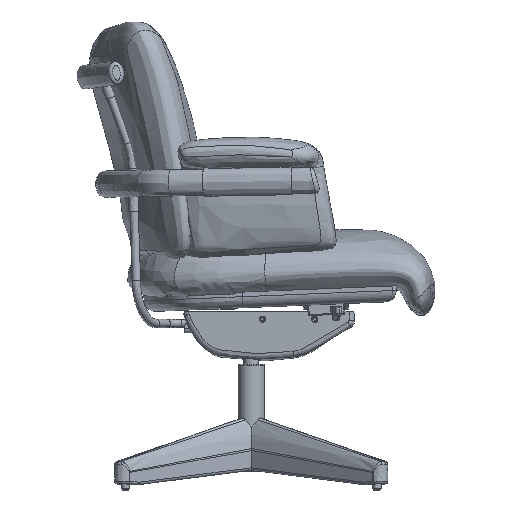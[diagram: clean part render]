
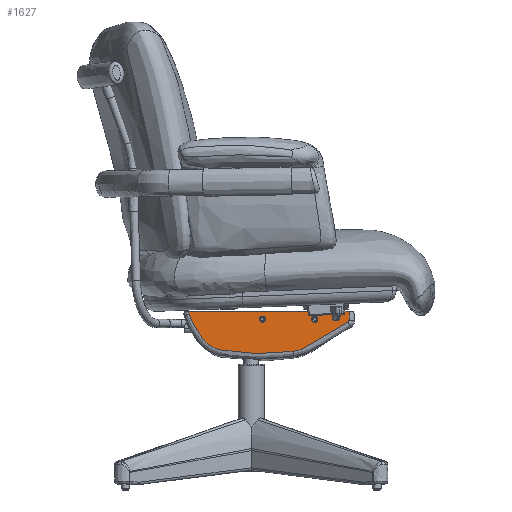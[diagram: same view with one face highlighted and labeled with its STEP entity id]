
A CAD part, left-side view. The second image highlights one B-rep face of the part: STEP entity #1627.
In plain terms, the highlighted planar face has unit normal (-1, 0, 0).
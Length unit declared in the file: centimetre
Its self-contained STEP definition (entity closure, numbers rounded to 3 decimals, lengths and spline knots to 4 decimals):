
#31=FACE_BOUND('',#2724,.T.);
#32=FACE_BOUND('',#2725,.T.);
#651=B_SPLINE_CURVE_WITH_KNOTS('',1,(#41948,#41949),.UNSPECIFIED.,.F.,.F.,
(2,2),(0.,17.1708),.UNSPECIFIED.);
#1627=ADVANCED_FACE('',(#2167,#31,#32),#8118,.T.);
#2167=FACE_OUTER_BOUND('',#2723,.T.);
#2723=EDGE_LOOP('',(#4903,#4904,#4905,#4906,#4907,#4908));
#2724=EDGE_LOOP('',(#4909));
#2725=EDGE_LOOP('',(#4910));
#4903=ORIENTED_EDGE('',*,*,#6349,.F.);
#4904=ORIENTED_EDGE('',*,*,#6346,.F.);
#4905=ORIENTED_EDGE('',*,*,#6343,.F.);
#4906=ORIENTED_EDGE('',*,*,#6336,.F.);
#4907=ORIENTED_EDGE('',*,*,#6328,.F.);
#4908=ORIENTED_EDGE('',*,*,#6352,.F.);
#4909=ORIENTED_EDGE('',*,*,#6356,.F.);
#4910=ORIENTED_EDGE('',*,*,#6359,.F.);
#6328=EDGE_CURVE('',#7878,#7877,#7108,.T.);
#6336=EDGE_CURVE('',#7877,#7891,#651,.T.);
#6343=EDGE_CURVE('',#7891,#7892,#7120,.T.);
#6346=EDGE_CURVE('',#7892,#7890,#7123,.T.);
#6349=EDGE_CURVE('',#7890,#7889,#7125,.T.);
#6352=EDGE_CURVE('',#7889,#7878,#7127,.T.);
#6356=EDGE_CURVE('',#7894,#7894,#7131,.T.);
#6359=EDGE_CURVE('',#7896,#7896,#7134,.T.);
#7108=(
BOUNDED_CURVE()
B_SPLINE_CURVE(2,(#41919,#41920,#41921),.UNSPECIFIED.,.F.,.F.)
B_SPLINE_CURVE_WITH_KNOTS((3,3),(-1165.9912,-859.3797),
 .UNSPECIFIED.)
CURVE()
GEOMETRIC_REPRESENTATION_ITEM()
RATIONAL_B_SPLINE_CURVE((1.,1.,1.))
REPRESENTATION_ITEM('')
);
#7120=(
BOUNDED_CURVE()
B_SPLINE_CURVE(2,(#41988,#41989,#41990),.UNSPECIFIED.,.F.,.F.)
B_SPLINE_CURVE_WITH_KNOTS((3,3),(0.,4.3355),.UNSPECIFIED.)
CURVE()
GEOMETRIC_REPRESENTATION_ITEM()
RATIONAL_B_SPLINE_CURVE((1.,0.881,1.))
REPRESENTATION_ITEM('')
);
#7123=(
BOUNDED_CURVE()
B_SPLINE_CURVE(3,(#42002,#42003,#42004,#42005,#42006,#42007,#42008,#42009),
 .UNSPECIFIED.,.F.,.F.)
B_SPLINE_CURVE_WITH_KNOTS((4,1,3,4),(0.,0.9063,
85.22,119.3585),.UNSPECIFIED.)
CURVE()
GEOMETRIC_REPRESENTATION_ITEM()
RATIONAL_B_SPLINE_CURVE((1.,1.,1.,1.,1.,1.,
1.,1.))
REPRESENTATION_ITEM('')
);
#7125=(
BOUNDED_CURVE()
B_SPLINE_CURVE(3,(#42048,#42049,#42050,#42051,#42052,#42053,#42054,#42055,
#42056,#42057,#42058,#42059,#42060,#42061,#42062,#42063,#42064,#42065,#42066,
#42067),.UNSPECIFIED.,.F.,.F.)
B_SPLINE_CURVE_WITH_KNOTS((4,1,1,1,3,3,1,1,3,1,1,4),(0.1097,
25.4208,50.8416,54.1592,57.4769,135.2446,
156.34,166.8021,177.2641,199.4692,221.6742,
234.2208),.UNSPECIFIED.)
CURVE()
GEOMETRIC_REPRESENTATION_ITEM()
RATIONAL_B_SPLINE_CURVE((1.,1.,1.,1.,1.,1.,1.,1.,1.,1.,1.,1.,
1.,1.,1.,1.,1.,1.,1.,1.))
REPRESENTATION_ITEM('')
);
#7127=(
BOUNDED_CURVE()
B_SPLINE_CURVE(1,(#42096,#42097),.UNSPECIFIED.,.F.,.F.)
B_SPLINE_CURVE_WITH_KNOTS((2,2),(0.,5.0447),
 .UNSPECIFIED.)
CURVE()
GEOMETRIC_REPRESENTATION_ITEM()
RATIONAL_B_SPLINE_CURVE((1.,1.))
REPRESENTATION_ITEM('')
);
#7131=(
BOUNDED_CURVE()
B_SPLINE_CURVE(2,(#42112,#42113,#42114,#42115,#42116,#42117,#42118,#42119,
#42120),.UNSPECIFIED.,.T.,.F.)
B_SPLINE_CURVE_WITH_KNOTS((3,2,2,2,3),(0.,9.4248,18.8496,
28.2743,37.6991),.UNSPECIFIED.)
CURVE()
GEOMETRIC_REPRESENTATION_ITEM()
RATIONAL_B_SPLINE_CURVE((1.,0.707,1.,0.707,1.,0.707,
1.,0.707,1.))
REPRESENTATION_ITEM('')
);
#7134=(
BOUNDED_CURVE()
B_SPLINE_CURVE(2,(#42132,#42133,#42134,#42135,#42136,#42137,#42138,#42139,
#42140),.UNSPECIFIED.,.T.,.F.)
B_SPLINE_CURVE_WITH_KNOTS((3,2,2,2,3),(0.,9.4248,18.8496,
28.2743,37.6991),.UNSPECIFIED.)
CURVE()
GEOMETRIC_REPRESENTATION_ITEM()
RATIONAL_B_SPLINE_CURVE((1.,0.707,1.,0.707,1.,0.707,
1.,0.707,1.))
REPRESENTATION_ITEM('')
);
#7877=VERTEX_POINT('',#41865);
#7878=VERTEX_POINT('',#41866);
#7889=VERTEX_POINT('',#41877);
#7890=VERTEX_POINT('',#41878);
#7891=VERTEX_POINT('',#41879);
#7892=VERTEX_POINT('',#41880);
#7894=VERTEX_POINT('',#41882);
#7896=VERTEX_POINT('',#41884);
#8118=PLANE('',#8584);
#8584=AXIS2_PLACEMENT_3D('',#41695,#8901,$);
#8901=DIRECTION('',(-1.,0.,0.));
#41695=CARTESIAN_POINT('',(-8.9,3.7935,-15.1589));
#41865=CARTESIAN_POINT('',(-8.9,8.9589,-4.907));
#41866=CARTESIAN_POINT('',(-8.9,39.62,-4.907));
#41877=CARTESIAN_POINT('',(-8.9,39.4629,-5.3863));
#41878=CARTESIAN_POINT('',(-8.9,19.6477,-12.5272));
#41879=CARTESIAN_POINT('',(-8.9,8.9589,-6.624));
#41880=CARTESIAN_POINT('',(-8.9,9.156,-6.9906));
#41882=CARTESIAN_POINT('',(-8.9,16.0978,-6.3913));
#41884=CARTESIAN_POINT('',(-8.9,26.0978,-6.3913));
#41919=CARTESIAN_POINT('',(-8.9,39.62,-4.907));
#41920=CARTESIAN_POINT('',(-8.9,24.2895,-4.907));
#41921=CARTESIAN_POINT('',(-8.9,8.9589,-4.907));
#41948=CARTESIAN_POINT('',(-8.9,8.9589,-4.907));
#41949=CARTESIAN_POINT('',(-8.9,8.9589,-6.624));
#41988=CARTESIAN_POINT('',(-8.9,8.9589,-6.624));
#41989=CARTESIAN_POINT('',(-8.9,8.9589,-6.8603));
#41990=CARTESIAN_POINT('',(-8.9,9.156,-6.9906));
#42002=CARTESIAN_POINT('',(-8.9,9.156,-6.9906));
#42003=CARTESIAN_POINT('',(-8.9,9.1812,-7.0072));
#42004=CARTESIAN_POINT('',(-8.9,11.5518,-8.5724));
#42005=CARTESIAN_POINT('',(-8.9,13.9825,-10.0463));
#42006=CARTESIAN_POINT('',(-8.9,16.439,-11.4117));
#42007=CARTESIAN_POINT('',(-8.9,17.4337,-11.9649));
#42008=CARTESIAN_POINT('',(-8.9,18.525,-12.3422));
#42009=CARTESIAN_POINT('',(-8.9,19.6477,-12.5272));
#42048=CARTESIAN_POINT('',(-8.9,19.6477,-12.5272));
#42049=CARTESIAN_POINT('',(-8.9,20.483,-12.6464));
#42050=CARTESIAN_POINT('',(-8.9,22.1641,-12.836));
#42051=CARTESIAN_POINT('',(-8.9,23.964,-12.9325));
#42052=CARTESIAN_POINT('',(-8.9,25.0323,-12.9541));
#42053=CARTESIAN_POINT('',(-8.9,25.2535,-12.9568));
#42054=CARTESIAN_POINT('',(-8.9,25.364,-12.9577));
#42055=CARTESIAN_POINT('',(-8.9,27.9562,-12.979));
#42056=CARTESIAN_POINT('',(-8.9,30.5502,-12.7726));
#42057=CARTESIAN_POINT('',(-8.9,33.1064,-12.3417));
#42058=CARTESIAN_POINT('',(-8.9,33.7998,-12.2252));
#42059=CARTESIAN_POINT('',(-8.9,34.8075,-11.8723));
#42060=CARTESIAN_POINT('',(-8.9,35.9693,-11.0801));
#42061=CARTESIAN_POINT('',(-8.9,36.469,-10.5895));
#42062=CARTESIAN_POINT('',(-8.9,36.6944,-10.3234));
#42063=CARTESIAN_POINT('',(-8.9,37.1728,-9.7587));
#42064=CARTESIAN_POINT('',(-8.9,38.0465,-8.5585));
#42065=CARTESIAN_POINT('',(-8.9,38.9243,-6.869));
#42066=CARTESIAN_POINT('',(-8.9,39.3326,-5.7837));
#42067=CARTESIAN_POINT('',(-8.9,39.4629,-5.3863));
#42096=CARTESIAN_POINT('',(-8.9,39.4629,-5.3863));
#42097=CARTESIAN_POINT('',(-8.9,39.62,-4.907));
#42112=CARTESIAN_POINT('',(-8.9,16.0978,-6.3913));
#42113=CARTESIAN_POINT('',(-8.9,16.0978,-6.9913));
#42114=CARTESIAN_POINT('',(-8.9,15.4978,-6.9913));
#42115=CARTESIAN_POINT('',(-8.9,14.8978,-6.9913));
#42116=CARTESIAN_POINT('',(-8.9,14.8978,-6.3913));
#42117=CARTESIAN_POINT('',(-8.9,14.8978,-5.7913));
#42118=CARTESIAN_POINT('',(-8.9,15.4978,-5.7913));
#42119=CARTESIAN_POINT('',(-8.9,16.0978,-5.7913));
#42120=CARTESIAN_POINT('',(-8.9,16.0978,-6.3913));
#42132=CARTESIAN_POINT('',(-8.9,26.0978,-6.3913));
#42133=CARTESIAN_POINT('',(-8.9,26.0978,-6.9913));
#42134=CARTESIAN_POINT('',(-8.9,25.4978,-6.9913));
#42135=CARTESIAN_POINT('',(-8.9,24.8978,-6.9913));
#42136=CARTESIAN_POINT('',(-8.9,24.8978,-6.3913));
#42137=CARTESIAN_POINT('',(-8.9,24.8978,-5.7913));
#42138=CARTESIAN_POINT('',(-8.9,25.4978,-5.7913));
#42139=CARTESIAN_POINT('',(-8.9,26.0978,-5.7913));
#42140=CARTESIAN_POINT('',(-8.9,26.0978,-6.3913));
